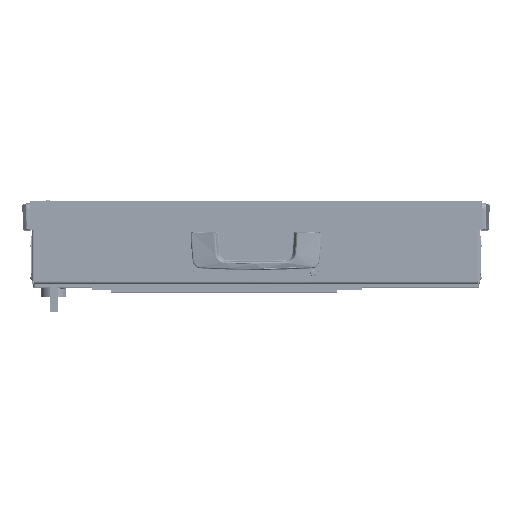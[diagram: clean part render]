
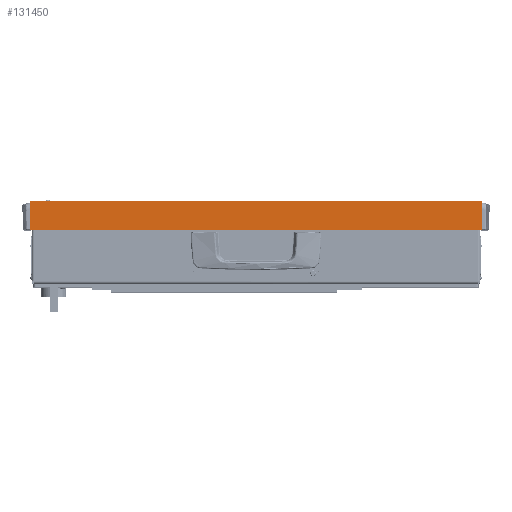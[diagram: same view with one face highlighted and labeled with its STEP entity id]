
A CAD part, top view. The second image highlights one B-rep face of the part: STEP entity #131450.
In plain terms, the highlighted face is planar.
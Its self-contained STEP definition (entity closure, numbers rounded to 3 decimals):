
#4216 = CARTESIAN_POINT ( 'NONE',  ( 277., 36., -228. ) ) ;
#4748 = DIRECTION ( 'NONE',  ( 0., -1., 0. ) ) ;
#6139 = CARTESIAN_POINT ( 'NONE',  ( -277., 0., -228. ) ) ;
#8519 = DIRECTION ( 'NONE',  ( -1., 0., 0. ) ) ;
#9885 = ORIENTED_EDGE ( 'NONE', *, *, #133169, .T. ) ;
#10115 = ORIENTED_EDGE ( 'NONE', *, *, #126725, .F. ) ;
#16352 = DIRECTION ( 'NONE',  ( 1., 0., 0. ) ) ;
#18232 = CARTESIAN_POINT ( 'NONE',  ( -277., 36., -228. ) ) ;
#30250 = CARTESIAN_POINT ( 'NONE',  ( 277., 0., -228. ) ) ;
#39815 = EDGE_CURVE ( 'NONE', #77301, #52173, #129379, .T. ) ;
#42580 = EDGE_LOOP ( 'NONE', ( #77985, #10115, #87393, #9885 ) ) ;
#49335 = PLANE ( 'NONE',  #84075 ) ;
#52173 = VERTEX_POINT ( 'NONE', #119712 ) ;
#56701 = VECTOR ( 'NONE', #139762, 1000. ) ;
#61358 = VERTEX_POINT ( 'NONE', #72996 ) ;
#65177 = LINE ( 'NONE', #18232, #56701 ) ;
#72943 = VECTOR ( 'NONE', #98212, 1000. ) ;
#72996 = CARTESIAN_POINT ( 'NONE',  ( -277., 36., -228. ) ) ;
#77301 = VERTEX_POINT ( 'NONE', #30250 ) ;
#77985 = ORIENTED_EDGE ( 'NONE', *, *, #39815, .T. ) ;
#84075 = AXIS2_PLACEMENT_3D ( 'NONE', #125946, #93233, #16352 ) ;
#87393 = ORIENTED_EDGE ( 'NONE', *, *, #101930, .F. ) ;
#88131 = VECTOR ( 'NONE', #8519, 1000. ) ;
#91397 = FACE_OUTER_BOUND ( 'NONE', #42580, .T. ) ;
#93233 = DIRECTION ( 'NONE',  ( 0., 0., 1. ) ) ;
#94303 = VERTEX_POINT ( 'NONE', #4216 ) ;
#98212 = DIRECTION ( 'NONE',  ( 0., -1., 0. ) ) ;
#101930 = EDGE_CURVE ( 'NONE', #94303, #61358, #65177, .T. ) ;
#102851 = LINE ( 'NONE', #113343, #135501 ) ;
#113343 = CARTESIAN_POINT ( 'NONE',  ( 277., 36., -228. ) ) ;
#119712 = CARTESIAN_POINT ( 'NONE',  ( -277., 0., -228. ) ) ;
#125946 = CARTESIAN_POINT ( 'NONE',  ( -277., 36., -228. ) ) ;
#126225 = LINE ( 'NONE', #141893, #72943 ) ;
#126725 = EDGE_CURVE ( 'NONE', #61358, #52173, #126225, .T. ) ;
#129379 = LINE ( 'NONE', #6139, #88131 ) ;
#131450 = ADVANCED_FACE ( 'NONE', ( #91397 ), #49335, .F. ) ;
#133169 = EDGE_CURVE ( 'NONE', #94303, #77301, #102851, .T. ) ;
#135501 = VECTOR ( 'NONE', #4748, 1000. ) ;
#139762 = DIRECTION ( 'NONE',  ( -1., 0., 0. ) ) ;
#141893 = CARTESIAN_POINT ( 'NONE',  ( -277., 36., -228. ) ) ;
